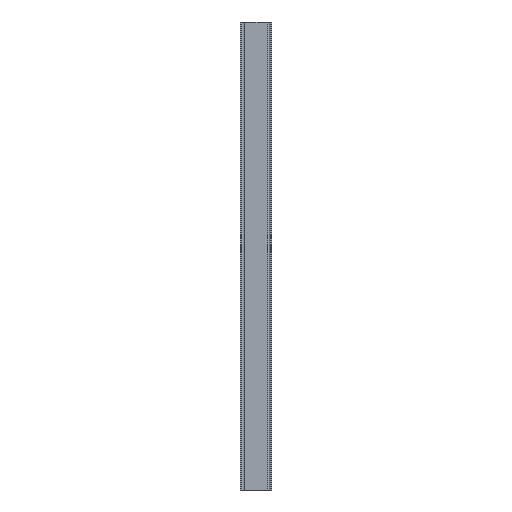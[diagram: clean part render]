
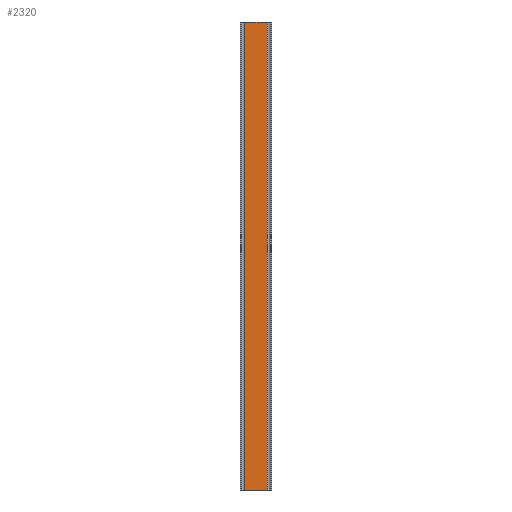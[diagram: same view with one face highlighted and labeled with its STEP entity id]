
A CAD part, front view. The second image highlights one B-rep face of the part: STEP entity #2320.
In plain terms, the highlighted planar face has unit normal (0, -1, 0).
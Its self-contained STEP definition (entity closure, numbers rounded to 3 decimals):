
#416=DIRECTION('',(1.,0.,0.));
#417=VECTOR('',#416,12.);
#418=CARTESIAN_POINT('',(-6.,-5.55,-125.));
#419=LINE('',#418,#417);
#684=DIRECTION('',(0.,0.,1.));
#685=VECTOR('',#684,250.);
#686=CARTESIAN_POINT('',(6.,-5.55,-125.));
#687=LINE('',#686,#685);
#691=DIRECTION('',(0.,0.,1.));
#692=VECTOR('',#691,250.);
#693=CARTESIAN_POINT('',(-6.,-5.55,-125.));
#694=LINE('',#693,#692);
#1205=DIRECTION('',(1.,0.,0.));
#1206=VECTOR('',#1205,12.);
#1207=CARTESIAN_POINT('',(-6.,-5.55,125.));
#1208=LINE('',#1207,#1206);
#1710=CARTESIAN_POINT('',(-6.,-5.55,-125.));
#1711=VERTEX_POINT('',#1710);
#1712=CARTESIAN_POINT('',(6.,-5.55,-125.));
#1713=VERTEX_POINT('',#1712);
#1850=CARTESIAN_POINT('',(-6.,-5.55,125.));
#1851=VERTEX_POINT('',#1850);
#1852=CARTESIAN_POINT('',(6.,-5.55,125.));
#1853=VERTEX_POINT('',#1852);
#2307=CARTESIAN_POINT('',(-6.,-5.55,-125.));
#2308=DIRECTION('',(0.,-1.,0.));
#2309=DIRECTION('',(1.,0.,0.));
#2310=AXIS2_PLACEMENT_3D('',#2307,#2308,#2309);
#2311=PLANE('',#2310);
#2312=ORIENTED_EDGE('',*,*,#1999,.F.);
#2314=ORIENTED_EDGE('',*,*,#2313,.T.);
#2316=ORIENTED_EDGE('',*,*,#2315,.T.);
#2317=ORIENTED_EDGE('',*,*,#2299,.F.);
#2318=EDGE_LOOP('',(#2312,#2314,#2316,#2317));
#2319=FACE_OUTER_BOUND('',#2318,.F.);
#1999=EDGE_CURVE('',#1711,#1713,#419,.T.);
#2299=EDGE_CURVE('',#1713,#1853,#687,.T.);
#2313=EDGE_CURVE('',#1711,#1851,#694,.T.);
#2315=EDGE_CURVE('',#1851,#1853,#1208,.T.);
#2320=ADVANCED_FACE('',(#2319),#2311,.T.);
